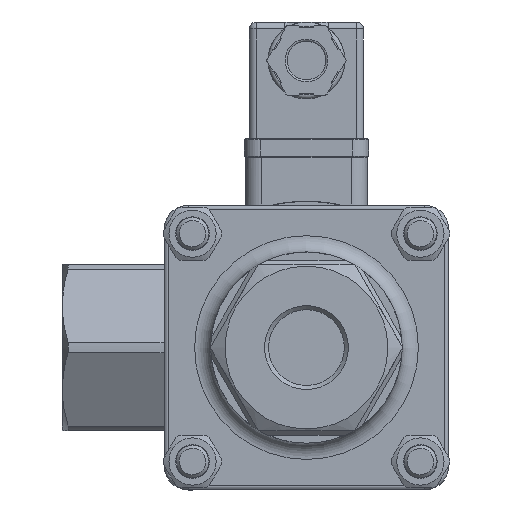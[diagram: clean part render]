
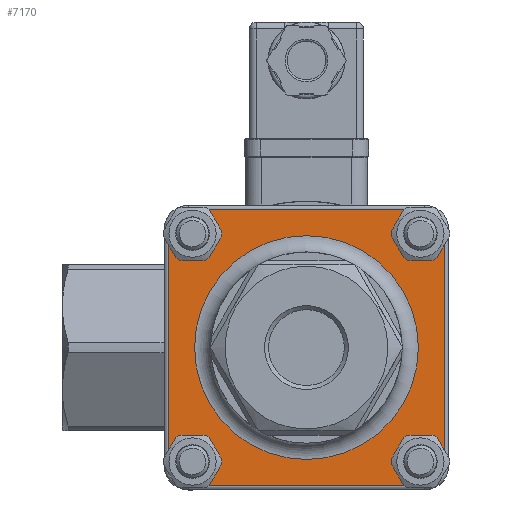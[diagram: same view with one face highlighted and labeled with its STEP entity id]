
A CAD part, left-side view. The second image highlights one B-rep face of the part: STEP entity #7170.
In plain terms, the highlighted planar face has unit normal (-1, 0, 0).
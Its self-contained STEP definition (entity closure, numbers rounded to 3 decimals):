
#280=FACE_BOUND('',#2808,.T.);
#281=FACE_BOUND('',#2809,.T.);
#282=FACE_BOUND('',#2810,.T.);
#283=FACE_BOUND('',#2811,.T.);
#284=FACE_BOUND('',#2812,.T.);
#491=LINE('',#11499,#962);
#493=LINE('',#11516,#964);
#494=LINE('',#11520,#965);
#496=LINE('',#11535,#967);
#962=VECTOR('',#9107,10.);
#964=VECTOR('',#9131,10.);
#965=VECTOR('',#9136,10.);
#967=VECTOR('',#9156,10.);
#1301=CIRCLE('',#7528,5.8);
#1330=CIRCLE('',#7587,5.8);
#1359=CIRCLE('',#7646,5.8);
#1388=CIRCLE('',#7705,5.8);
#1412=CIRCLE('',#7769,5.);
#1416=CIRCLE('',#7774,5.);
#1420=CIRCLE('',#7781,5.);
#1424=CIRCLE('',#7786,5.);
#1425=CIRCLE('',#7792,27.5);
#1708=PLANE('',#7791);
#2385=FACE_OUTER_BOUND('',#2807,.T.);
#2807=EDGE_LOOP('',(#5694,#5695,#5696,#5697,#5698,#5699,#5700,#5701));
#2808=EDGE_LOOP('',(#5702));
#2809=EDGE_LOOP('',(#5703));
#2810=EDGE_LOOP('',(#5704));
#2811=EDGE_LOOP('',(#5705));
#2812=EDGE_LOOP('',(#5706));
#3209=VERTEX_POINT('',#10695);
#3265=VERTEX_POINT('',#10903);
#3321=VERTEX_POINT('',#11111);
#3377=VERTEX_POINT('',#11319);
#3415=VERTEX_POINT('',#11496);
#3416=VERTEX_POINT('',#11498);
#3418=VERTEX_POINT('',#11504);
#3419=VERTEX_POINT('',#11509);
#3420=VERTEX_POINT('',#11514);
#3421=VERTEX_POINT('',#11518);
#3423=VERTEX_POINT('',#11523);
#3424=VERTEX_POINT('',#11528);
#3426=VERTEX_POINT('',#11543);
#3904=EDGE_CURVE('',#3209,#3209,#1301,.T.);
#3986=EDGE_CURVE('',#3265,#3265,#1330,.T.);
#4068=EDGE_CURVE('',#3321,#3321,#1359,.T.);
#4150=EDGE_CURVE('',#3377,#3377,#1388,.T.);
#4225=EDGE_CURVE('',#3415,#3416,#491,.T.);
#4229=EDGE_CURVE('',#3418,#3415,#1412,.T.);
#4233=EDGE_CURVE('',#3416,#3419,#1416,.T.);
#4235=EDGE_CURVE('',#3420,#3418,#493,.T.);
#4237=EDGE_CURVE('',#3419,#3421,#494,.T.);
#4239=EDGE_CURVE('',#3423,#3420,#1420,.T.);
#4243=EDGE_CURVE('',#3421,#3424,#1424,.T.);
#4245=EDGE_CURVE('',#3424,#3423,#496,.T.);
#4249=EDGE_CURVE('',#3426,#3426,#1425,.T.);
#5694=ORIENTED_EDGE('',*,*,#4225,.F.);
#5695=ORIENTED_EDGE('',*,*,#4229,.F.);
#5696=ORIENTED_EDGE('',*,*,#4235,.F.);
#5697=ORIENTED_EDGE('',*,*,#4239,.F.);
#5698=ORIENTED_EDGE('',*,*,#4245,.F.);
#5699=ORIENTED_EDGE('',*,*,#4243,.F.);
#5700=ORIENTED_EDGE('',*,*,#4237,.F.);
#5701=ORIENTED_EDGE('',*,*,#4233,.F.);
#5702=ORIENTED_EDGE('',*,*,#3904,.T.);
#5703=ORIENTED_EDGE('',*,*,#3986,.T.);
#5704=ORIENTED_EDGE('',*,*,#4068,.T.);
#5705=ORIENTED_EDGE('',*,*,#4150,.T.);
#5706=ORIENTED_EDGE('',*,*,#4249,.F.);
#7170=ADVANCED_FACE('',(#2385,#280,#281,#282,#283,#284),#1708,.T.);
#7528=AXIS2_PLACEMENT_3D('',#10696,#8492,#8493);
#7587=AXIS2_PLACEMENT_3D('',#10904,#8643,#8644);
#7646=AXIS2_PLACEMENT_3D('',#11112,#8794,#8795);
#7705=AXIS2_PLACEMENT_3D('',#11320,#8945,#8946);
#7769=AXIS2_PLACEMENT_3D('',#11506,#9115,#9116);
#7774=AXIS2_PLACEMENT_3D('',#11512,#9125,#9126);
#7781=AXIS2_PLACEMENT_3D('',#11525,#9141,#9142);
#7786=AXIS2_PLACEMENT_3D('',#11532,#9151,#9152);
#7791=AXIS2_PLACEMENT_3D('',#11542,#9166,#9167);
#7792=AXIS2_PLACEMENT_3D('',#11544,#9168,#9169);
#8492=DIRECTION('center_axis',(1.,0.,0.));
#8493=DIRECTION('ref_axis',(0.,0.,-1.));
#8643=DIRECTION('center_axis',(1.,0.,0.));
#8644=DIRECTION('ref_axis',(0.,0.,-1.));
#8794=DIRECTION('center_axis',(1.,0.,0.));
#8795=DIRECTION('ref_axis',(0.,0.,-1.));
#8945=DIRECTION('center_axis',(1.,0.,0.));
#8946=DIRECTION('ref_axis',(0.,0.,-1.));
#9107=DIRECTION('',(0.,0.,1.));
#9115=DIRECTION('center_axis',(1.,0.,0.));
#9116=DIRECTION('ref_axis',(0.,0.707,-0.707));
#9125=DIRECTION('center_axis',(1.,0.,0.));
#9126=DIRECTION('ref_axis',(0.,0.707,0.707));
#9131=DIRECTION('',(0.,1.,0.));
#9136=DIRECTION('',(0.,-1.,0.));
#9141=DIRECTION('center_axis',(1.,0.,0.));
#9142=DIRECTION('ref_axis',(0.,-0.707,-0.707));
#9151=DIRECTION('center_axis',(1.,0.,0.));
#9152=DIRECTION('ref_axis',(0.,-0.707,0.707));
#9156=DIRECTION('',(0.,0.,-1.));
#9166=DIRECTION('center_axis',(-1.,0.,0.));
#9167=DIRECTION('ref_axis',(0.,0.,
-1.));
#9168=DIRECTION('center_axis',(-1.,0.,0.));
#9169=DIRECTION('ref_axis',(0.,0.,1.));
#10695=CARTESIAN_POINT('',(-102.1,28.,-22.2));
#10696=CARTESIAN_POINT('Origin',(-102.1,28.,-28.));
#10903=CARTESIAN_POINT('',(-102.1,28.,33.8));
#10904=CARTESIAN_POINT('Origin',(-102.1,28.,28.));
#11111=CARTESIAN_POINT('',(-102.1,-28.,-22.2));
#11112=CARTESIAN_POINT('Origin',(-102.1,-28.,-28.));
#11319=CARTESIAN_POINT('',(-102.1,-28.,33.8));
#11320=CARTESIAN_POINT('Origin',(-102.1,-28.,28.));
#11496=CARTESIAN_POINT('',(-102.1,34.,-29.));
#11498=CARTESIAN_POINT('',(-102.1,34.,29.));
#11499=CARTESIAN_POINT('',(-102.1,34.,-17.5));
#11504=CARTESIAN_POINT('',(-102.1,29.,-34.));
#11506=CARTESIAN_POINT('Origin',(-102.1,29.,-29.));
#11509=CARTESIAN_POINT('',(-102.1,29.,34.));
#11512=CARTESIAN_POINT('Origin',(-102.1,29.,29.));
#11514=CARTESIAN_POINT('',(-102.1,-29.,-34.));
#11516=CARTESIAN_POINT('',(-102.1,-17.5,-34.));
#11518=CARTESIAN_POINT('',(-102.1,-29.,34.));
#11520=CARTESIAN_POINT('',(-102.1,17.5,34.));
#11523=CARTESIAN_POINT('',(-102.1,-34.,-29.));
#11525=CARTESIAN_POINT('Origin',(-102.1,-29.,-29.));
#11528=CARTESIAN_POINT('',(-102.1,-34.,29.));
#11532=CARTESIAN_POINT('Origin',(-102.1,-29.,29.));
#11535=CARTESIAN_POINT('',(-102.1,-34.,17.5));
#11542=CARTESIAN_POINT('Origin',(-102.1,0.,0.));
#11543=CARTESIAN_POINT('',(-102.1,0.,27.5));
#11544=CARTESIAN_POINT('Origin',(-102.1,0.,0.));
